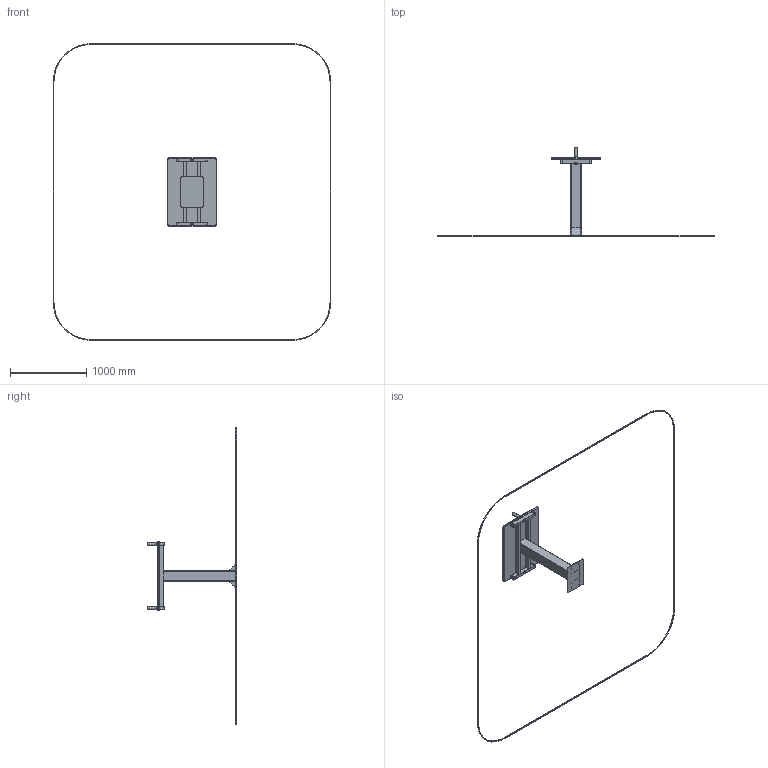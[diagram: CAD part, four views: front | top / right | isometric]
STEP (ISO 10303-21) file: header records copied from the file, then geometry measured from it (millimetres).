
FILE_DESCRIPTION(('STEP AP214'), '1');
FILE_NAME('Ñáîðêà ÓÒ-33Í', '', ('UNSPECIFIED'), ('UNSPECIFIED'), 'C3D Converter', 'C3D Toolkit', '');
FILE_SCHEMA(('AUTOMOTIVE_DESIGN { 1 0 10303 214 3 1 1}'));
Length unit declared in the file: millimetre
Products named in the file (25): УТ-33Н-00.01.00; УТ-33-00.01.01; УТ-33Н-00.01.02; УТ-33Н-00.01.03; УТ-33Н-00.01.04; -01; НФ-00002187; УТ-07.1.14.02.00.01; УТ-33Н-00.00.01-3020; ФК-03.03; УТН-03Г.00.00.01
Assembly tree (42 placements, depth 4):
  (unnamed)
    УТ-33Н-00.01.00
      УТ-33-00.01.01
      УТ-33Н-00.01.02  x2
      УТ-33Н-00.01.03  x2
      УТ-33Н-00.01.04  x2
      (unnamed)
      (unnamed)  x2
      (unnamed)
      -01
      -01  x2
    НФ-00002187  x4
    УТ-07.1.14.02.00.01  x2
    (unnamed)  x2
    УТ-33Н-00.00.01-3020
    (unnamed)
      (unnamed)
        ФК-03.03  x4
        (unnamed)  x2
        (unnamed)  x2
      (unnamed)  x4
        (unnamed)
        (unnamed)
        (unnamed)
    УТН-03Г.00.00.01
Bounding box: 3650 x 1175.38 x 3900 mm (x, y, z)
Volume: 19847110.2 mm3; surface area: 4379250.9 mm2
Topology: 25 solids, 25 shells, 451 faces, 1143 edges, 754 vertices
Faces by surface type: plane 297, cylinder 140, torus 14
Full cylindrical faces by diameter (mm): 5 x2, 22 x2, 28 x2, 28.4 x2, 34 x6, 35 x4, 40 x2
Entity records: 13839 total; most frequent: DIRECTION 1803, CARTESIAN_POINT 1776, ORIENTED_EDGE 1686, EDGE_CURVE 843, LINE 621, VECTOR 621, AXIS2_PLACEMENT_3D 591, VERTEX_POINT 564
